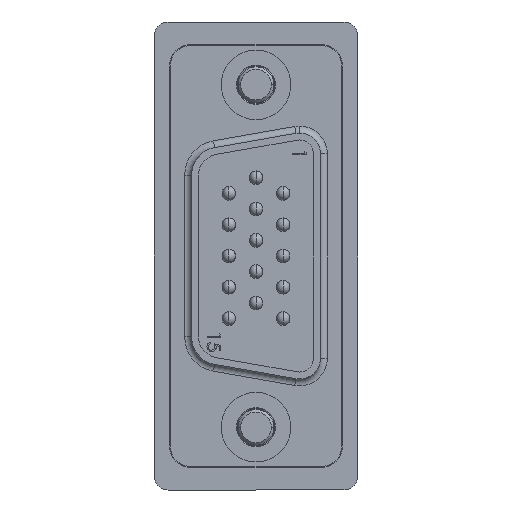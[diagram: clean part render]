
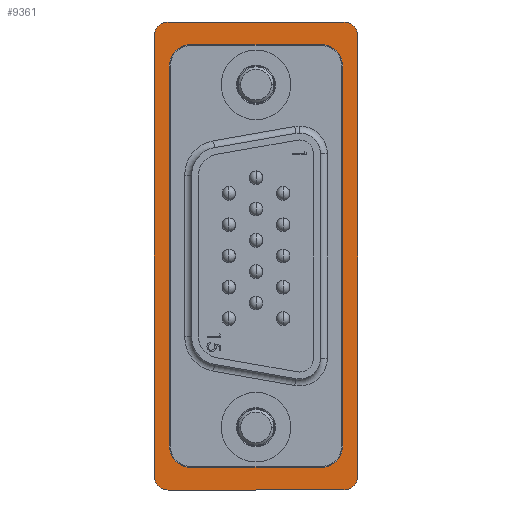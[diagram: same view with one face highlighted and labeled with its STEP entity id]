
A CAD part, front view. The second image highlights one B-rep face of the part: STEP entity #9361.
In plain terms, the highlighted face is planar.
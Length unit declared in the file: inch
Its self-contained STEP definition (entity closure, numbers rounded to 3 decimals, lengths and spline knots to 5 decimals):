
#4814 = VECTOR ( 'NONE', #4873, 39.37008 ) ;
#4815 = CARTESIAN_POINT ( 'NONE',  ( -0.6725, 0.292, 0.322 ) ) ;
#4816 = LINE ( 'NONE', #4815, #4814 ) ;
#4821 = CARTESIAN_POINT ( 'NONE',  ( -0.5455, 0.249, 0.322 ) ) ;
#4822 = DIRECTION ( 'NONE',  ( -1., 0., 0. ) ) ;
#4823 = DIRECTION ( 'NONE',  ( 0., 0., 1. ) ) ;
#4824 = CARTESIAN_POINT ( 'NONE',  ( -0.5455, 0.187, 0.322 ) ) ;
#4825 = AXIS2_PLACEMENT_3D ( 'NONE', #4824, #4823, #4822 ) ;
#4826 = CIRCLE ( 'NONE', #4825, 0.062 ) ;
#4827 = CARTESIAN_POINT ( 'NONE',  ( -0.6075, 0.187, 0.322 ) ) ;
#4855 = CARTESIAN_POINT ( 'NONE',  ( 0.6075, 0.187, 0.322 ) ) ;
#4856 = CARTESIAN_POINT ( 'NONE',  ( 0.6075, -0.187, 0.322 ) ) ;
#4857 = DIRECTION ( 'NONE',  ( 0., 1., 0. ) ) ;
#4858 = VECTOR ( 'NONE', #4857, 39.37008 ) ;
#4859 = CARTESIAN_POINT ( 'NONE',  ( 0.6075, -0.187, 0.322 ) ) ;
#4860 = DIRECTION ( 'NONE',  ( -1., 0., 0. ) ) ;
#4861 = DIRECTION ( 'NONE',  ( 0., 0., -1. ) ) ;
#4862 = AXIS2_PLACEMENT_3D ( 'NONE', #4864, #4861, #4860 ) ;
#4863 = LINE ( 'NONE', #4859, #4858 ) ;
#4864 = CARTESIAN_POINT ( 'NONE',  ( -0.6725, 0.292, 0.322 ) ) ;
#4865 = PLANE ( 'NONE',  #4862 ) ;
#4866 = FACE_OUTER_BOUND ( 'NONE', #9449, .T. ) ;
#4867 = FACE_BOUND ( 'NONE', #9363, .T. ) ;
#4872 = CARTESIAN_POINT ( 'NONE',  ( -0.6725, 0.2526, 0.322 ) ) ;
#4873 = DIRECTION ( 'NONE',  ( 0., -1., 0. ) ) ;
#4901 = CARTESIAN_POINT ( 'NONE',  ( 0.6725, -0.2526, 0.322 ) ) ;
#4903 = CARTESIAN_POINT ( 'NONE',  ( 0.6725, 0.2526, 0.322 ) ) ;
#4905 = DIRECTION ( 'NONE',  ( 0., -1., 0. ) ) ;
#4906 = VECTOR ( 'NONE', #4905, 39.37008 ) ;
#4908 = CARTESIAN_POINT ( 'NONE',  ( 0.6725, 0.292, 0.322 ) ) ;
#4909 = LINE ( 'NONE', #4908, #4906 ) ;
#4914 = CARTESIAN_POINT ( 'NONE',  ( -0.6725, -0.2526, 0.322 ) ) ;
#4931 = DIRECTION ( 'NONE',  ( -1., 0., 0. ) ) ;
#4933 = DIRECTION ( 'NONE',  ( 0., 0., 1. ) ) ;
#4935 = CARTESIAN_POINT ( 'NONE',  ( -0.6331, 0.2526, 0.322 ) ) ;
#4936 = AXIS2_PLACEMENT_3D ( 'NONE', #4935, #4933, #4931 ) ;
#4938 = CIRCLE ( 'NONE', #4936, 0.0394 ) ;
#4945 = DIRECTION ( 'NONE',  ( 1., 0., 0. ) ) ;
#4947 = VECTOR ( 'NONE', #4945, 39.37008 ) ;
#4948 = CARTESIAN_POINT ( 'NONE',  ( -0.6725, 0.292, 0.322 ) ) ;
#4949 = LINE ( 'NONE', #4948, #4947 ) ;
#4999 = DIRECTION ( 'NONE',  ( -1., 0., 0. ) ) ;
#5000 = DIRECTION ( 'NONE',  ( 0., 0., 1. ) ) ;
#5002 = CARTESIAN_POINT ( 'NONE',  ( 0.6331, -0.2526, 0.322 ) ) ;
#5004 = AXIS2_PLACEMENT_3D ( 'NONE', #5002, #5000, #4999 ) ;
#5005 = CIRCLE ( 'NONE', #5004, 0.0394 ) ;
#5007 = CARTESIAN_POINT ( 'NONE',  ( 0.6331, 0.2526, 0.322 ) ) ;
#5012 = DIRECTION ( 'NONE',  ( -1., 0., 0. ) ) ;
#5014 = DIRECTION ( 'NONE',  ( 0., 0., 1. ) ) ;
#5016 = CARTESIAN_POINT ( 'NONE',  ( 0.5455, 0.187, 0.322 ) ) ;
#5017 = AXIS2_PLACEMENT_3D ( 'NONE', #5016, #5014, #5012 ) ;
#5019 = CIRCLE ( 'NONE', #5017, 0.062 ) ;
#5025 = CARTESIAN_POINT ( 'NONE',  ( 0.5455, 0.249, 0.322 ) ) ;
#5028 = DIRECTION ( 'NONE',  ( -1., 0., 0. ) ) ;
#5029 = VECTOR ( 'NONE', #5028, 39.37008 ) ;
#5031 = CARTESIAN_POINT ( 'NONE',  ( 0.5455, 0.249, 0.322 ) ) ;
#5032 = LINE ( 'NONE', #5031, #5029 ) ;
#5067 = DIRECTION ( 'NONE',  ( -1., 0., 0. ) ) ;
#5069 = DIRECTION ( 'NONE',  ( 0., 0., 1. ) ) ;
#5070 = CARTESIAN_POINT ( 'NONE',  ( -0.6331, -0.2526, 0.322 ) ) ;
#5072 = AXIS2_PLACEMENT_3D ( 'NONE', #5070, #5069, #5067 ) ;
#5074 = CIRCLE ( 'NONE', #5072, 0.0394 ) ;
#5085 = DIRECTION ( 'NONE',  ( 0., -1., 0. ) ) ;
#5086 = VECTOR ( 'NONE', #5085, 39.37008 ) ;
#5088 = CARTESIAN_POINT ( 'NONE',  ( -0.6075, -0.187, 0.322 ) ) ;
#5090 = LINE ( 'NONE', #5088, #5086 ) ;
#5094 = CARTESIAN_POINT ( 'NONE',  ( -0.6075, -0.187, 0.322 ) ) ;
#5096 = DIRECTION ( 'NONE',  ( 1., 0., 0. ) ) ;
#5098 = DIRECTION ( 'NONE',  ( 0., 0., 1. ) ) ;
#5100 = CARTESIAN_POINT ( 'NONE',  ( -0.5455, -0.187, 0.322 ) ) ;
#5102 = AXIS2_PLACEMENT_3D ( 'NONE', #5100, #5098, #5096 ) ;
#5103 = CIRCLE ( 'NONE', #5102, 0.062 ) ;
#5108 = CARTESIAN_POINT ( 'NONE',  ( -0.5455, -0.249, 0.322 ) ) ;
#5110 = DIRECTION ( 'NONE',  ( 1., 0., 0. ) ) ;
#5112 = VECTOR ( 'NONE', #5110, 39.37008 ) ;
#5114 = CARTESIAN_POINT ( 'NONE',  ( 0.5455, -0.249, 0.322 ) ) ;
#5115 = LINE ( 'NONE', #5114, #5112 ) ;
#5120 = CARTESIAN_POINT ( 'NONE',  ( 0.5455, -0.249, 0.322 ) ) ;
#5122 = DIRECTION ( 'NONE',  ( -1., 0., 0. ) ) ;
#5124 = DIRECTION ( 'NONE',  ( 0., 0., 1. ) ) ;
#5125 = CARTESIAN_POINT ( 'NONE',  ( 0.5455, -0.187, 0.322 ) ) ;
#5126 = AXIS2_PLACEMENT_3D ( 'NONE', #5125, #5124, #5122 ) ;
#5128 = CIRCLE ( 'NONE', #5126, 0.062 ) ;
#5134 = CARTESIAN_POINT ( 'NONE',  ( -0.6331, 0.292, 0.322 ) ) ;
#5137 = CARTESIAN_POINT ( 'NONE',  ( 0.6331, 0.292, 0.322 ) ) ;
#5139 = DIRECTION ( 'NONE',  ( -1., 0., 0. ) ) ;
#5140 = DIRECTION ( 'NONE',  ( 0., 0., 1. ) ) ;
#5142 = AXIS2_PLACEMENT_3D ( 'NONE', #5007, #5140, #5139 ) ;
#5143 = CIRCLE ( 'NONE', #5142, 0.0394 ) ;
#9342 = VERTEX_POINT ( 'NONE', #4827 ) ;
#9343 = ORIENTED_EDGE ( 'NONE', *, *, #9345, .F. ) ;
#9345 = EDGE_CURVE ( 'NONE', #9347, #9342, #4826, .T. ) ;
#9347 = VERTEX_POINT ( 'NONE', #4821 ) ;
#9353 = EDGE_CURVE ( 'NONE', #9355, #9393, #4816, .T. ) ;
#9355 = VERTEX_POINT ( 'NONE', #4872 ) ;
#9361 = ADVANCED_FACE ( 'NONE', ( #4867, #4866 ), #4865, .F. ) ;
#9363 = EDGE_LOOP ( 'NONE', ( #9365, #9464, #9469, #9474, #9478, #9343, #20701, #9446 ) ) ;
#9365 = ORIENTED_EDGE ( 'NONE', *, *, #9366, .F. ) ;
#9366 = EDGE_CURVE ( 'NONE', #9369, #9370, #4863, .T. ) ;
#9369 = VERTEX_POINT ( 'NONE', #4856 ) ;
#9370 = VERTEX_POINT ( 'NONE', #4855 ) ;
#9393 = VERTEX_POINT ( 'NONE', #4914 ) ;
#9397 = EDGE_CURVE ( 'NONE', #9399, #9401, #4909, .T. ) ;
#9399 = VERTEX_POINT ( 'NONE', #4903 ) ;
#9401 = VERTEX_POINT ( 'NONE', #4901 ) ;
#9426 = EDGE_CURVE ( 'NONE', #9461, #9458, #4949, .T. ) ;
#9427 = ORIENTED_EDGE ( 'NONE', *, *, #9429, .T. ) ;
#9429 = EDGE_CURVE ( 'NONE', #9461, #9355, #4938, .T. ) ;
#9430 = ORIENTED_EDGE ( 'NONE', *, *, #9353, .T. ) ;
#9431 = ORIENTED_EDGE ( 'NONE', *, *, #9432, .T. ) ;
#9432 = EDGE_CURVE ( 'NONE', #9393, #14231, #5074, .T. ) ;
#9443 = EDGE_CURVE ( 'NONE', #9444, #9347, #5032, .T. ) ;
#9444 = VERTEX_POINT ( 'NONE', #5025 ) ;
#9446 = ORIENTED_EDGE ( 'NONE', *, *, #9448, .F. ) ;
#9448 = EDGE_CURVE ( 'NONE', #9370, #9444, #5019, .T. ) ;
#9449 = EDGE_LOOP ( 'NONE', ( #9450, #9451, #9453, #9454, #9459, #9427, #9430, #9431 ) ) ;
#9450 = ORIENTED_EDGE ( 'NONE', *, *, #14229, .T. ) ;
#9451 = ORIENTED_EDGE ( 'NONE', *, *, #9452, .T. ) ;
#9452 = EDGE_CURVE ( 'NONE', #14277, #9401, #5005, .T. ) ;
#9453 = ORIENTED_EDGE ( 'NONE', *, *, #9397, .F. ) ;
#9454 = ORIENTED_EDGE ( 'NONE', *, *, #9456, .T. ) ;
#9456 = EDGE_CURVE ( 'NONE', #9399, #9458, #5143, .T. ) ;
#9458 = VERTEX_POINT ( 'NONE', #5137 ) ;
#9459 = ORIENTED_EDGE ( 'NONE', *, *, #9426, .F. ) ;
#9461 = VERTEX_POINT ( 'NONE', #5134 ) ;
#9464 = ORIENTED_EDGE ( 'NONE', *, *, #9465, .F. ) ;
#9465 = EDGE_CURVE ( 'NONE', #9467, #9369, #5128, .T. ) ;
#9467 = VERTEX_POINT ( 'NONE', #5120 ) ;
#9469 = ORIENTED_EDGE ( 'NONE', *, *, #9470, .F. ) ;
#9470 = EDGE_CURVE ( 'NONE', #9472, #9467, #5115, .T. ) ;
#9472 = VERTEX_POINT ( 'NONE', #5108 ) ;
#9474 = ORIENTED_EDGE ( 'NONE', *, *, #9475, .F. ) ;
#9475 = EDGE_CURVE ( 'NONE', #9477, #9472, #5103, .T. ) ;
#9477 = VERTEX_POINT ( 'NONE', #5094 ) ;
#9478 = ORIENTED_EDGE ( 'NONE', *, *, #9480, .F. ) ;
#9480 = EDGE_CURVE ( 'NONE', #9342, #9477, #5090, .T. ) ;
#14229 = EDGE_CURVE ( 'NONE', #14231, #14277, #25779, .T. ) ;
#14231 = VERTEX_POINT ( 'NONE', #25775 ) ;
#14277 = VERTEX_POINT ( 'NONE', #25785 ) ;
#20701 = ORIENTED_EDGE ( 'NONE', *, *, #9443, .F. ) ;
#25775 = CARTESIAN_POINT ( 'NONE',  ( -0.6331, -0.292, 0.322 ) ) ;
#25776 = DIRECTION ( 'NONE',  ( 1., 0., 0. ) ) ;
#25777 = VECTOR ( 'NONE', #25776, 39.37008 ) ;
#25778 = CARTESIAN_POINT ( 'NONE',  ( -0.6725, -0.292, 0.322 ) ) ;
#25779 = LINE ( 'NONE', #25778, #25777 ) ;
#25785 = CARTESIAN_POINT ( 'NONE',  ( 0.6331, -0.292, 0.322 ) ) ;
